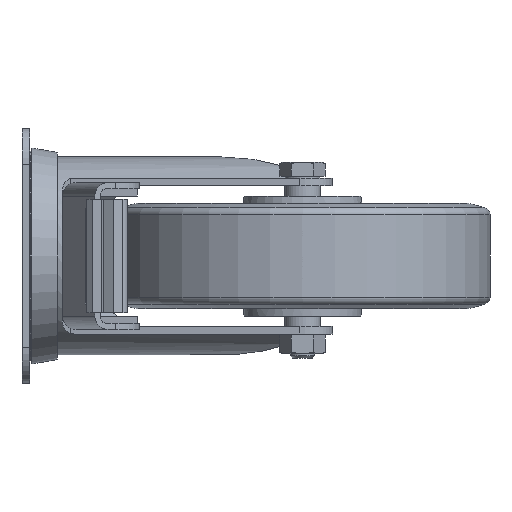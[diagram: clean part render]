
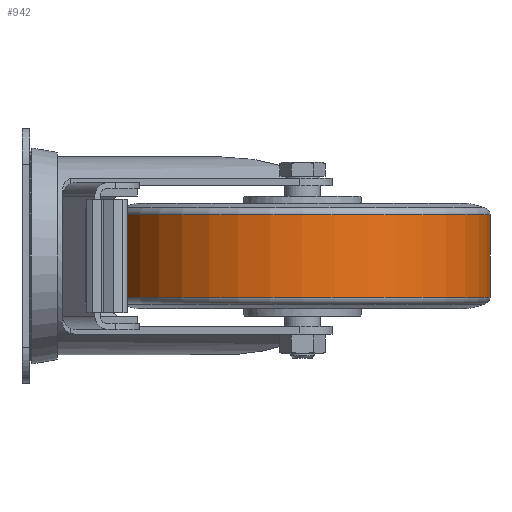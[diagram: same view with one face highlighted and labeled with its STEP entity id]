
A CAD part, left-side view. The second image highlights one B-rep face of the part: STEP entity #942.
In plain terms, the highlighted cylindrical face has radius 62.5 mm (diameter 125 mm), a full revolution.
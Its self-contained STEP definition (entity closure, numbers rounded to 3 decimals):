
#942 = ADVANCED_FACE( '', ( #1999, #2000 ), #2001, .T. );
#1999 = FACE_OUTER_BOUND( '', #3273, .T. );
#2000 = FACE_OUTER_BOUND( '', #3274, .T. );
#2001 = CYLINDRICAL_SURFACE( '', #3275, 62.5 );
#3273 = EDGE_LOOP( '', ( #5531 ) );
#3274 = EDGE_LOOP( '', ( #5532 ) );
#3275 = AXIS2_PLACEMENT_3D( '', #5533, #5534, #5535 );
#5531 = ORIENTED_EDGE( '', *, *, #7752, .T. );
#5532 = ORIENTED_EDGE( '', *, *, #7546, .F. );
#5533 = CARTESIAN_POINT( '', ( 37.5, 0., 0. ) );
#5534 = DIRECTION( '', ( -1., 0., 0. ) );
#5535 = DIRECTION( '', ( 0., 0., -1. ) );
#7546 = EDGE_CURVE( '', #9083, #9083, #9084, .T. );
#7752 = EDGE_CURVE( '', #9401, #9401, #9402, .T. );
#9083 = VERTEX_POINT( '', #11377 );
#9084 = CIRCLE( '', #11378, 62.5 );
#9401 = VERTEX_POINT( '', #11910 );
#9402 = CIRCLE( '', #11911, 62.5 );
#11377 = CARTESIAN_POINT( '', ( 33.706, 0., -62.5 ) );
#11378 = AXIS2_PLACEMENT_3D( '', #13584, #13585, #13586 );
#11910 = CARTESIAN_POINT( '', ( 6.294, 0., -62.5 ) );
#11911 = AXIS2_PLACEMENT_3D( '', #13838, #13839, #13840 );
#13584 = CARTESIAN_POINT( '', ( 33.706, 0., 0. ) );
#13585 = DIRECTION( '', ( 1., 0., 0. ) );
#13586 = DIRECTION( '', ( 0., 0., -1. ) );
#13838 = CARTESIAN_POINT( '', ( 6.294, 0., 0. ) );
#13839 = DIRECTION( '', ( 1., 0., 0. ) );
#13840 = DIRECTION( '', ( 0., 0., -1. ) );
